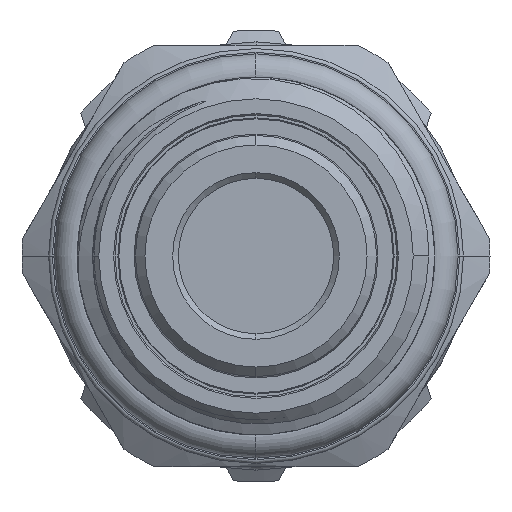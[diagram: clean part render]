
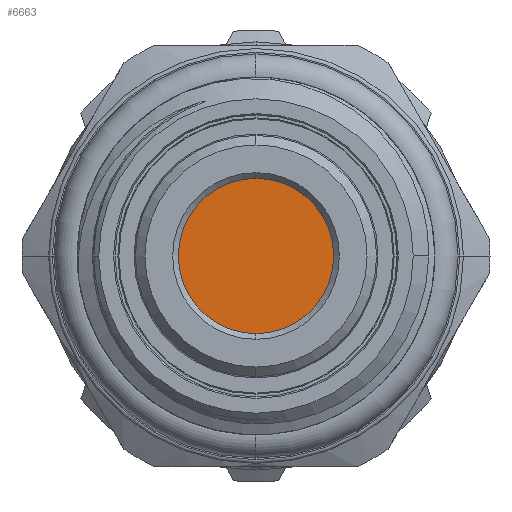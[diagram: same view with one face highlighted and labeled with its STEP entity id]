
A CAD part, left-side view. The second image highlights one B-rep face of the part: STEP entity #6663.
In plain terms, the highlighted planar face has unit normal (-1, 0, 0).
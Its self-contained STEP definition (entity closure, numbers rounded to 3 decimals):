
#160 = CIRCLE ( 'NONE', #3655, 4.09 ) ;
#237 = VERTEX_POINT ( 'NONE', #3158 ) ;
#953 = CIRCLE ( 'NONE', #7120, 4.09 ) ;
#1153 = DIRECTION ( 'NONE',  ( 0., 0., -1. ) ) ;
#1173 = EDGE_CURVE ( 'NONE', #8783, #237, #160, .T. ) ;
#1479 = EDGE_LOOP ( 'NONE', ( #5268, #4251 ) ) ;
#3158 = CARTESIAN_POINT ( 'NONE',  ( 4.339, 0., -4.09 ) ) ;
#3655 = AXIS2_PLACEMENT_3D ( 'NONE', #7047, #4136, #1153 ) ;
#3868 = EDGE_CURVE ( 'NONE', #237, #8783, #953, .T. ) ;
#4079 = DIRECTION ( 'NONE',  ( 1., 0., 0. ) ) ;
#4136 = DIRECTION ( 'NONE',  ( 1., 0., 0. ) ) ;
#4251 = ORIENTED_EDGE ( 'NONE', *, *, #3868, .F. ) ;
#5268 = ORIENTED_EDGE ( 'NONE', *, *, #1173, .F. ) ;
#6663 = ADVANCED_FACE ( 'NONE', ( #7427 ), #8491, .F. ) ;
#6950 = DIRECTION ( 'NONE',  ( 1., 0., 0. ) ) ;
#6971 = CARTESIAN_POINT ( 'NONE',  ( 4.339, 0., 0. ) ) ;
#7047 = CARTESIAN_POINT ( 'NONE',  ( 4.339, 0., 0. ) ) ;
#7120 = AXIS2_PLACEMENT_3D ( 'NONE', #8635, #4079, #7977 ) ;
#7270 = CARTESIAN_POINT ( 'NONE',  ( 4.339, 0., 4.09 ) ) ;
#7427 = FACE_OUTER_BOUND ( 'NONE', #1479, .T. ) ;
#7745 = DIRECTION ( 'NONE',  ( 0., 0., -1. ) ) ;
#7977 = DIRECTION ( 'NONE',  ( 0., 0., -1. ) ) ;
#8491 = PLANE ( 'NONE',  #8573 ) ;
#8573 = AXIS2_PLACEMENT_3D ( 'NONE', #6971, #6950, #7745 ) ;
#8635 = CARTESIAN_POINT ( 'NONE',  ( 4.339, 0., 0. ) ) ;
#8783 = VERTEX_POINT ( 'NONE', #7270 ) ;
